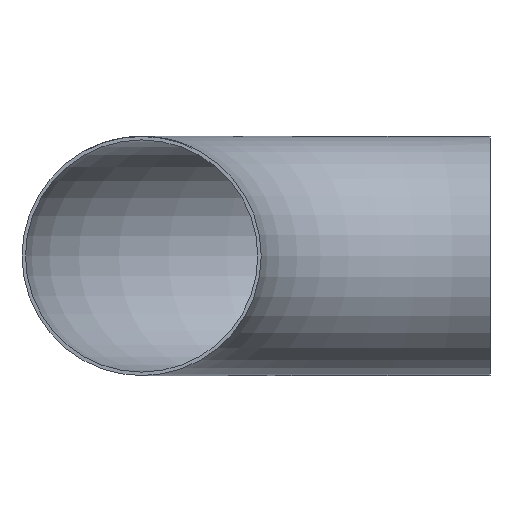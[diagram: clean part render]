
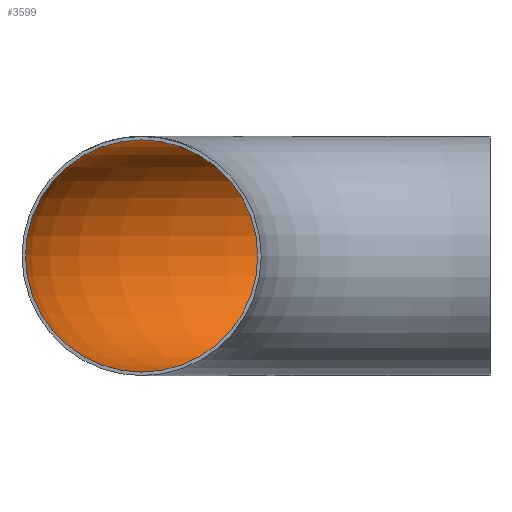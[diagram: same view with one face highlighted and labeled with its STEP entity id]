
A CAD part, front view. The second image highlights one B-rep face of the part: STEP entity #3599.
In plain terms, the highlighted toroidal (fillet/blend) face has major radius 300 mm and minor radius 100 mm.
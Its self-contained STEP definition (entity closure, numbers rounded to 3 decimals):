
#67 = FACE_OUTER_BOUND ( 'NONE', #6938, .T. ) ;
#77 = DIRECTION ( 'NONE',  ( 0., 1., 0. ) ) ;
#534 = AXIS2_PLACEMENT_3D ( 'NONE', #4141, #8126, #77 ) ;
#578 = FACE_OUTER_BOUND ( 'NONE', #2582, .T. ) ;
#595 = EDGE_CURVE ( 'NONE', #2228, #2228, #3936, .T. ) ;
#1201 = CARTESIAN_POINT ( 'NONE',  ( -300., 0., 0. ) ) ;
#1722 = DIRECTION ( 'NONE',  ( 0., 1., 0. ) ) ;
#1999 = EDGE_CURVE ( 'NONE', #3767, #3767, #6129, .T. ) ;
#2228 = VERTEX_POINT ( 'NONE', #6263 ) ;
#2582 = EDGE_LOOP ( 'NONE', ( #6823 ) ) ;
#2612 = DIRECTION ( 'NONE',  ( 0., 0., -1. ) ) ;
#3599 = ADVANCED_FACE ( 'NONE', ( #578, #67 ), #7774, .F. ) ;
#3767 = VERTEX_POINT ( 'NONE', #7015 ) ;
#3829 = AXIS2_PLACEMENT_3D ( 'NONE', #1201, #1722, #4425 ) ;
#3936 = CIRCLE ( 'NONE', #3829, 100. ) ;
#3954 = DIRECTION ( 'NONE',  ( -1., 0., 0. ) ) ;
#4141 = CARTESIAN_POINT ( 'NONE',  ( 0., 300., 0. ) ) ;
#4425 = DIRECTION ( 'NONE',  ( 0., 0., 1. ) ) ;
#5263 = ORIENTED_EDGE ( 'NONE', *, *, #595, .F. ) ;
#5536 = CARTESIAN_POINT ( 'NONE',  ( 0., 0., 0. ) ) ;
#6129 = CIRCLE ( 'NONE', #534, 100. ) ;
#6263 = CARTESIAN_POINT ( 'NONE',  ( -300., 0., 100. ) ) ;
#6491 = AXIS2_PLACEMENT_3D ( 'NONE', #5536, #2612, #3954 ) ;
#6823 = ORIENTED_EDGE ( 'NONE', *, *, #1999, .T. ) ;
#6938 = EDGE_LOOP ( 'NONE', ( #5263 ) ) ;
#7015 = CARTESIAN_POINT ( 'NONE',  ( 0., 400., 0. ) ) ;
#7774 = TOROIDAL_SURFACE ( 'NONE', #6491, 300., 100. ) ;
#8126 = DIRECTION ( 'NONE',  ( 1., 0., 0. ) ) ;
